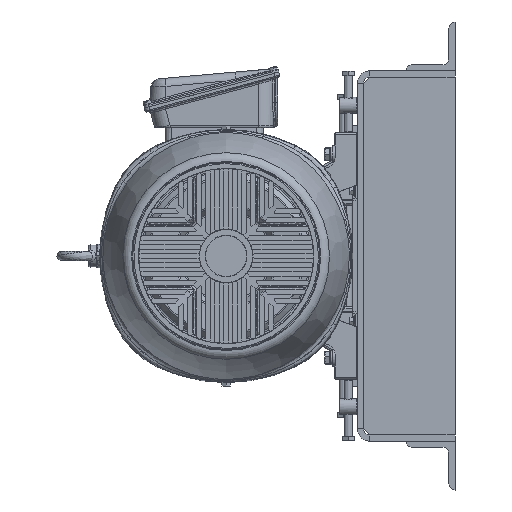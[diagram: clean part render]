
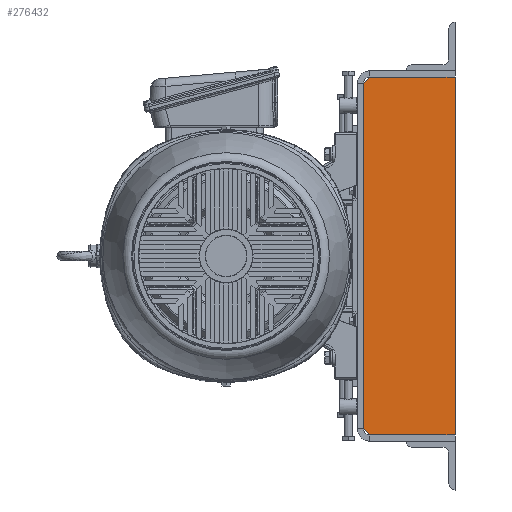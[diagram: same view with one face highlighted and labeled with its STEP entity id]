
A CAD part, left-side view. The second image highlights one B-rep face of the part: STEP entity #276432.
In plain terms, the highlighted planar face has unit normal (-1, 0, 0).
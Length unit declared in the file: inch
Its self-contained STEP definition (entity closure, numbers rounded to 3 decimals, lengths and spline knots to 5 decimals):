
#253 = LINE ( 'NONE', #316417, #162887 ) ;
#9238 = ORIENTED_EDGE ( 'NONE', *, *, #214829, .T. ) ;
#12894 = DIRECTION ( 'NONE',  ( 0., 0., -1. ) ) ;
#17653 = DIRECTION ( 'NONE',  ( 0., 0.707, -0.707 ) ) ;
#38687 = ORIENTED_EDGE ( 'NONE', *, *, #76166, .T. ) ;
#38817 = VECTOR ( 'NONE', #96754, 39.37008 ) ;
#45783 = CARTESIAN_POINT ( 'NONE',  ( 0., 5.62, -0.76 ) ) ;
#49252 = EDGE_CURVE ( 'NONE', #137481, #215106, #168832, .T. ) ;
#54508 = LINE ( 'NONE', #314286, #217208 ) ;
#54745 = VERTEX_POINT ( 'NONE', #158474 ) ;
#59986 = EDGE_LOOP ( 'NONE', ( #215211, #9238, #208810, #321790, #112846, #38687 ) ) ;
#68269 = DIRECTION ( 'NONE',  ( 0., 0., -1. ) ) ;
#68936 = EDGE_CURVE ( 'NONE', #243235, #54745, #309580, .T. ) ;
#76166 = EDGE_CURVE ( 'NONE', #349331, #137481, #253, .T. ) ;
#78552 = CARTESIAN_POINT ( 'NONE',  ( 0., 5.24, -22.37 ) ) ;
#87275 = EDGE_CURVE ( 'NONE', #267195, #349331, #144619, .T. ) ;
#96754 = DIRECTION ( 'NONE',  ( 0., 1., 0. ) ) ;
#112846 = ORIENTED_EDGE ( 'NONE', *, *, #87275, .T. ) ;
#125876 = CARTESIAN_POINT ( 'NONE',  ( 0., 0., -0.38 ) ) ;
#133296 = DIRECTION ( 'NONE',  ( 0., -1., 0. ) ) ;
#133569 = DIRECTION ( 'NONE',  ( 0., 0., 1. ) ) ;
#137481 = VERTEX_POINT ( 'NONE', #231139 ) ;
#144619 = LINE ( 'NONE', #292597, #225868 ) ;
#156542 = CARTESIAN_POINT ( 'NONE',  ( 0., 5.24, -0.38 ) ) ;
#158474 = CARTESIAN_POINT ( 'NONE',  ( 0., 5.62, -0.76 ) ) ;
#162887 = VECTOR ( 'NONE', #133296, 39.37008 ) ;
#168832 = LINE ( 'NONE', #347439, #321933 ) ;
#196011 = DIRECTION ( 'NONE',  ( 1., 0., 0. ) ) ;
#200393 = DIRECTION ( 'NONE',  ( 0., -0.707, -0.707 ) ) ;
#208810 = ORIENTED_EDGE ( 'NONE', *, *, #68936, .T. ) ;
#213542 = CARTESIAN_POINT ( 'NONE',  ( 0., 5.62, -21.99 ) ) ;
#214829 = EDGE_CURVE ( 'NONE', #215106, #243235, #354537, .T. ) ;
#215106 = VERTEX_POINT ( 'NONE', #125876 ) ;
#215211 = ORIENTED_EDGE ( 'NONE', *, *, #49252, .T. ) ;
#217208 = VECTOR ( 'NONE', #68269, 39.37008 ) ;
#225449 = PLANE ( 'NONE',  #246096 ) ;
#225868 = VECTOR ( 'NONE', #200393, 39.37008 ) ;
#231139 = CARTESIAN_POINT ( 'NONE',  ( 0., 0., -22.37 ) ) ;
#243235 = VERTEX_POINT ( 'NONE', #156542 ) ;
#246096 = AXIS2_PLACEMENT_3D ( 'NONE', #379132, #196011, #12894 ) ;
#267195 = VERTEX_POINT ( 'NONE', #213542 ) ;
#276432 = ADVANCED_FACE ( 'NONE', ( #342848 ), #225449, .F. ) ;
#277857 = EDGE_CURVE ( 'NONE', #54745, #267195, #54508, .T. ) ;
#292597 = CARTESIAN_POINT ( 'NONE',  ( 0., 5.24, -22.37 ) ) ;
#299900 = VECTOR ( 'NONE', #17653, 39.37008 ) ;
#309580 = LINE ( 'NONE', #45783, #299900 ) ;
#312015 = CARTESIAN_POINT ( 'NONE',  ( 0., 5.24, -0.38 ) ) ;
#314286 = CARTESIAN_POINT ( 'NONE',  ( 0., 5.62, -21.99 ) ) ;
#316417 = CARTESIAN_POINT ( 'NONE',  ( 0., 0., -22.37 ) ) ;
#321790 = ORIENTED_EDGE ( 'NONE', *, *, #277857, .T. ) ;
#321933 = VECTOR ( 'NONE', #133569, 39.37008 ) ;
#342848 = FACE_OUTER_BOUND ( 'NONE', #59986, .T. ) ;
#347439 = CARTESIAN_POINT ( 'NONE',  ( 0., 0., -0.38 ) ) ;
#349331 = VERTEX_POINT ( 'NONE', #78552 ) ;
#354537 = LINE ( 'NONE', #312015, #38817 ) ;
#379132 = CARTESIAN_POINT ( 'NONE',  ( 0., 0., -22.37 ) ) ;
